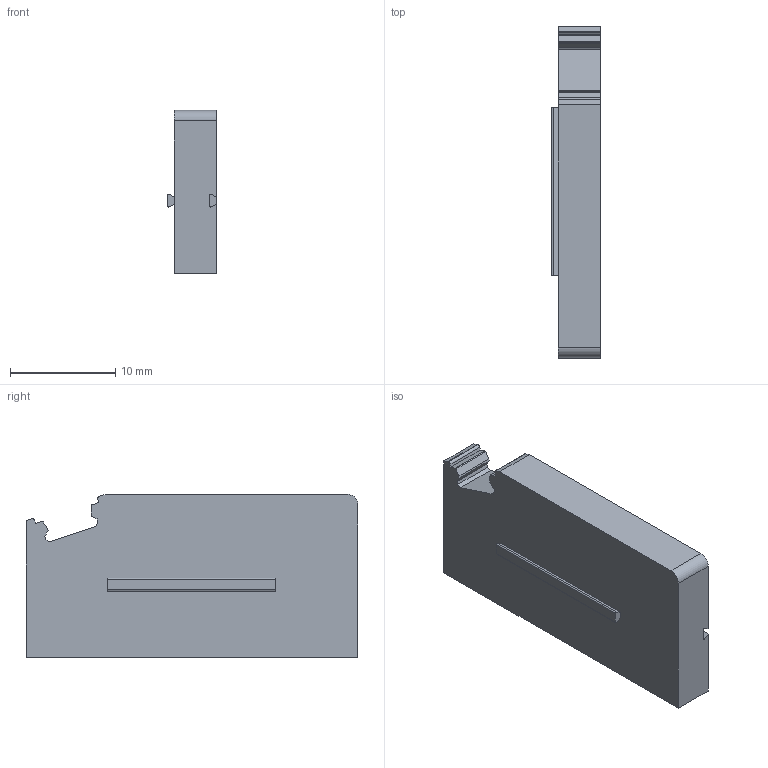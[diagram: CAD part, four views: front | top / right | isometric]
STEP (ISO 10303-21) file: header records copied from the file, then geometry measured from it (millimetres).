
FILE_DESCRIPTION(('CATIA V5 STEP Exchange','CAx-IF Rec.Pracs.--- Model Styling and Organization---1.2---2011-12-15'),'2;1');
FILE_NAME ('D1450269_0_1250630000_1250630000.stp','2018-09-20T16:10:17+00:00',('none'),('Weidmueller'),'CATIA Version 5-6 Release 2014','CATIA V5 STEP AP214','none');
FILE_SCHEMA(('AUTOMOTIVE_DESIGN { 1 0 10303 214 1 1 1 1 }'));
Length unit declared in the file: millimetre
Products named in the file (1): 1250630000
Bounding box: 4.65 x 31.5 x 15.5 mm (x, y, z)
Volume: 986.5 mm3; surface area: 1845.7 mm2
Topology: 1 solids, 1 shells, 75 faces, 207 edges, 138 vertices
Faces by surface type: plane 54, cylinder 21
Entity records: 2319 total; most frequent: ORIENTED_EDGE 414, CARTESIAN_POINT 412, DIRECTION 339, EDGE_CURVE 207, VECTOR 165, LINE 165, VERTEX_POINT 138, AXIS2_PLACEMENT_3D 109
